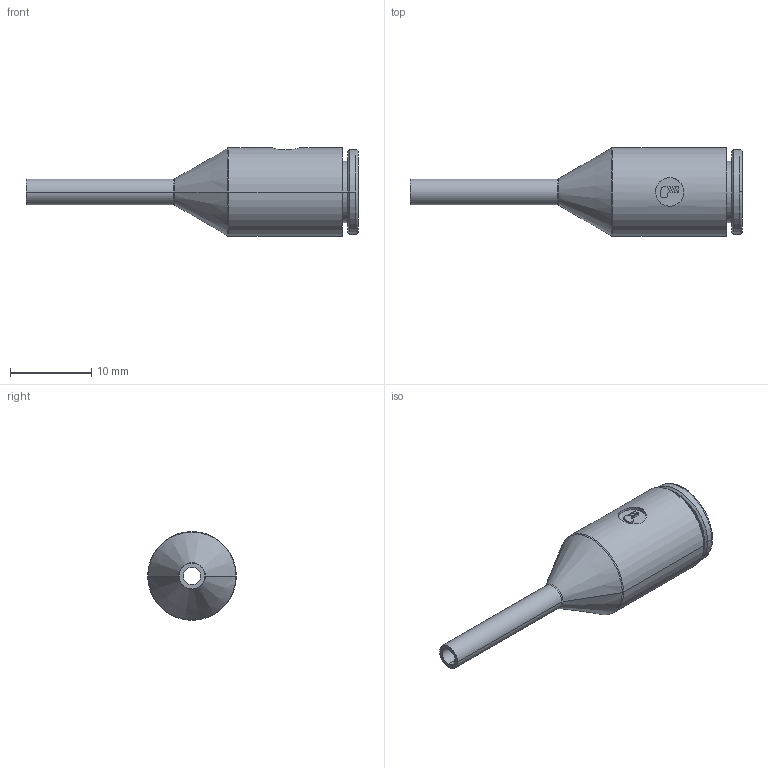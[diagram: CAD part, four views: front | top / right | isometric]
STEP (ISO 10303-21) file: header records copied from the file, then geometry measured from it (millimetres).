
FILE_DESCRIPTION(('STEP AP214'),'1');
FILE_NAME('3168_56_53.stp','2016-07-07T14:15:06',('TraceParts'),('TraceParts S.A.'),'Spatial InterOp 3D',' ',' ');
FILE_SCHEMA(('automotive_design'));
Length unit declared in the file: millimetre
Products named in the file (1): 1
Bounding box: 40.89 x 10.92 x 10.92 mm (x, y, z)
Volume: 1286.1 mm3; surface area: 1554.4 mm2
Topology: 1 solids, 1 shells, 52 faces, 129 edges, 86 vertices
Faces by surface type: plane 22, cylinder 20, torus 6, cone 4
Entity records: 1659 total; most frequent: CARTESIAN_POINT 335, DIRECTION 297, ORIENTED_EDGE 258, EDGE_CURVE 129, AXIS2_PLACEMENT_3D 117, VERTEX_POINT 86, CIRCLE 64, LINE 63
